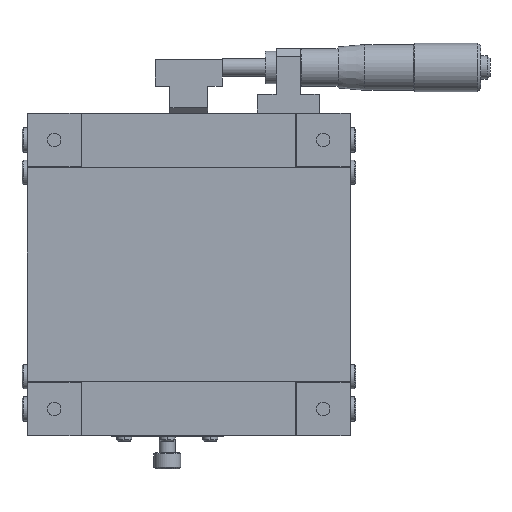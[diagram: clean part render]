
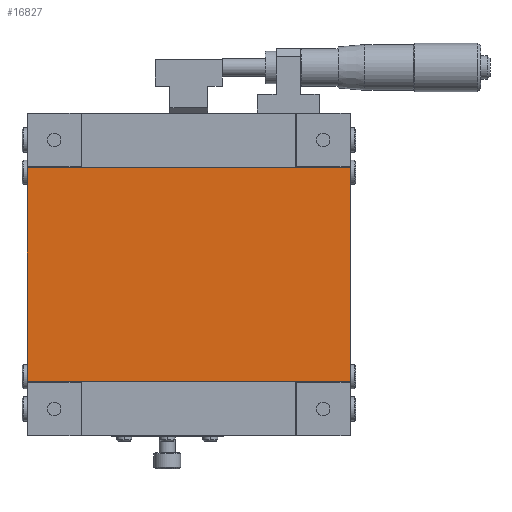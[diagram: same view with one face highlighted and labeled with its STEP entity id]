
A CAD part, front view. The second image highlights one B-rep face of the part: STEP entity #16827.
In plain terms, the highlighted planar face has unit normal (0, -1, 0).
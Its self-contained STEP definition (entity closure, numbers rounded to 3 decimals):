
#6346 = CARTESIAN_POINT ( 'NONE',  ( -60., 0.3, -39.7 ) ) ;
#6540 = DIRECTION ( 'NONE',  ( 0., 0., -1. ) ) ;
#6541 = VECTOR ( 'NONE', #6540, 1000. ) ;
#6542 = CARTESIAN_POINT ( 'NONE',  ( -60., 0.3, -96.352 ) ) ;
#6543 = LINE ( 'NONE', #6542, #6541 ) ;
#6818 = CARTESIAN_POINT ( 'NONE',  ( 60., 0.3, 39.7 ) ) ;
#6903 = CARTESIAN_POINT ( 'NONE',  ( 60., 0.3, -39.7 ) ) ;
#6904 = DIRECTION ( 'NONE',  ( 0., 0., -1. ) ) ;
#6905 = VECTOR ( 'NONE', #6904, 1000. ) ;
#6906 = CARTESIAN_POINT ( 'NONE',  ( 60., 0.3, -96.352 ) ) ;
#6907 = LINE ( 'NONE', #6906, #6905 ) ;
#8443 = DIRECTION ( 'NONE',  ( -1., 0., 0. ) ) ;
#8444 = VECTOR ( 'NONE', #8443, 1000. ) ;
#8455 = CARTESIAN_POINT ( 'NONE',  ( 60., 0.3, -39.7 ) ) ;
#8456 = LINE ( 'NONE', #8455, #8444 ) ;
#8738 = CARTESIAN_POINT ( 'NONE',  ( -60., 0.3, 39.7 ) ) ;
#8739 = DIRECTION ( 'NONE',  ( 0., 0., 1. ) ) ;
#8740 = DIRECTION ( 'NONE',  ( 0., 1., 0. ) ) ;
#8741 = CARTESIAN_POINT ( 'NONE',  ( 60., 0.3, -96.352 ) ) ;
#8742 = AXIS2_PLACEMENT_3D ( 'NONE', #8741, #8740, #8739 ) ;
#8768 = DIRECTION ( 'NONE',  ( -1., 0., 0. ) ) ;
#8769 = VECTOR ( 'NONE', #8768, 1000. ) ;
#8770 = CARTESIAN_POINT ( 'NONE',  ( 60., 0.3, 39.7 ) ) ;
#8771 = LINE ( 'NONE', #8770, #8769 ) ;
#8779 = PLANE ( 'NONE',  #8742 ) ;
#8780 = FACE_OUTER_BOUND ( 'NONE', #16829, .T. ) ;
#15489 = EDGE_CURVE ( 'NONE', #16834, #15490, #6543, .T. ) ;
#15490 = VERTEX_POINT ( 'NONE', #6346 ) ;
#15523 = VERTEX_POINT ( 'NONE', #6818 ) ;
#15638 = EDGE_CURVE ( 'NONE', #15523, #15639, #6907, .T. ) ;
#15639 = VERTEX_POINT ( 'NONE', #6903 ) ;
#16811 = ORIENTED_EDGE ( 'NONE', *, *, #16836, .T. ) ;
#16812 = EDGE_CURVE ( 'NONE', #15639, #15490, #8456, .T. ) ;
#16814 = ORIENTED_EDGE ( 'NONE', *, *, #15638, .F. ) ;
#16825 = ORIENTED_EDGE ( 'NONE', *, *, #16812, .F. ) ;
#16826 = ORIENTED_EDGE ( 'NONE', *, *, #15489, .T. ) ;
#16827 = ADVANCED_FACE ( 'NONE', ( #8780 ), #8779, .F. ) ;
#16829 = EDGE_LOOP ( 'NONE', ( #16826, #16825, #16814, #16811 ) ) ;
#16834 = VERTEX_POINT ( 'NONE', #8738 ) ;
#16836 = EDGE_CURVE ( 'NONE', #15523, #16834, #8771, .T. ) ;
